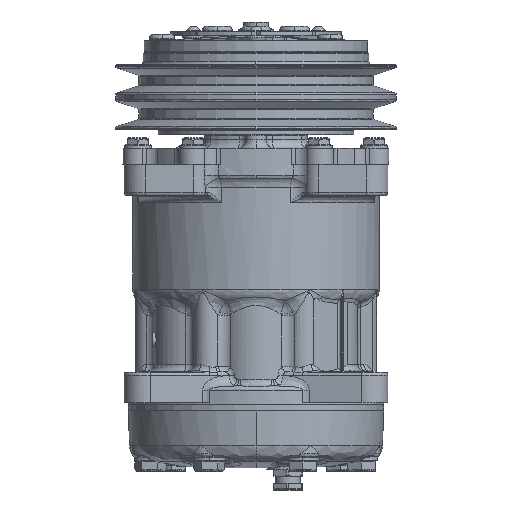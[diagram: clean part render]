
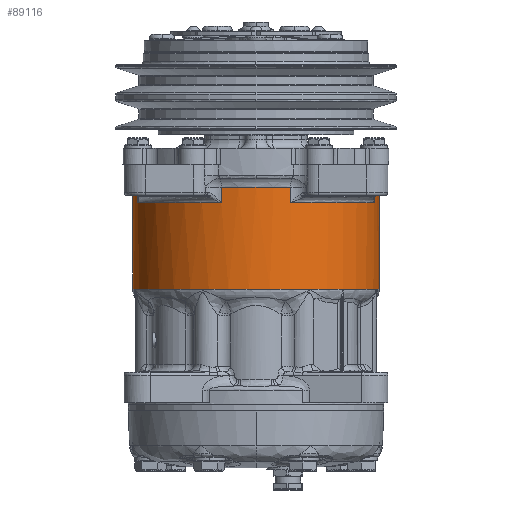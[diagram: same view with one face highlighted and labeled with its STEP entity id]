
A CAD part, front view. The second image highlights one B-rep face of the part: STEP entity #89116.
In plain terms, the highlighted cylindrical face has radius 58 mm (diameter 116 mm), a partial arc.
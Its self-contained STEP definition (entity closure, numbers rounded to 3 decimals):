
#12503 = CARTESIAN_POINT ( 'NONE',  ( 33.622, -32.879, 75.408 ) ) ;
#12696 = DIRECTION ( 'NONE',  ( 1., 0., 0. ) ) ;
#12734 = CARTESIAN_POINT ( 'NONE',  ( 17.277, 22.771, 94.408 ) ) ;
#12827 = DIRECTION ( 'NONE',  ( 0., 0., 1. ) ) ;
#12828 = FACE_OUTER_BOUND ( 'NONE', #89024, .T. ) ;
#12833 = CYLINDRICAL_SURFACE ( 'NONE', #12834, 58. ) ;
#12834 = AXIS2_PLACEMENT_3D ( 'NONE', #12734, #12827, #12696 ) ;
#12922 = DIRECTION ( 'NONE',  ( 1., 0., 0. ) ) ;
#12923 = DIRECTION ( 'NONE',  ( 0., 0., -1. ) ) ;
#12927 = CARTESIAN_POINT ( 'NONE',  ( 17.277, 22.771, 82.83 ) ) ;
#12928 = CIRCLE ( 'NONE', #12932, 58. ) ;
#12932 = AXIS2_PLACEMENT_3D ( 'NONE', #12927, #12923, #12922 ) ;
#13013 = CARTESIAN_POINT ( 'NONE',  ( 0.933, -32.879, 75.408 ) ) ;
#13014 = LINE ( 'NONE', #13019, #13074 ) ;
#13018 = DIRECTION ( 'NONE',  ( 0., 0., -1. ) ) ;
#13019 = CARTESIAN_POINT ( 'NONE',  ( 72.927, 6.426, 94.408 ) ) ;
#13024 = CARTESIAN_POINT ( 'NONE',  ( 72.927, 6.426, 82.83 ) ) ;
#13050 = AXIS2_PLACEMENT_3D ( 'NONE', #13053, #13106, #13105 ) ;
#13053 = CARTESIAN_POINT ( 'NONE',  ( 17.277, 22.771, 75.408 ) ) ;
#13057 = CIRCLE ( 'NONE', #13050, 58. ) ;
#13064 = CARTESIAN_POINT ( 'NONE',  ( 72.927, 6.426, 75.408 ) ) ;
#13074 = VECTOR ( 'NONE', #13018, 1000. ) ;
#13105 = DIRECTION ( 'NONE',  ( 1., 0., 0. ) ) ;
#13106 = DIRECTION ( 'NONE',  ( 0., 0., -1. ) ) ;
#13166 = CARTESIAN_POINT ( 'NONE',  ( 33.622, -32.879, 82.83 ) ) ;
#13195 = CARTESIAN_POINT ( 'NONE',  ( 0.933, -32.879, 82.83 ) ) ;
#13284 = DIRECTION ( 'NONE',  ( 0., 0., -1. ) ) ;
#13295 = CIRCLE ( 'NONE', #13300, 58. ) ;
#13298 = CARTESIAN_POINT ( 'NONE',  ( 17.277, 22.771, 82.83 ) ) ;
#13300 = AXIS2_PLACEMENT_3D ( 'NONE', #13298, #13284, #13345 ) ;
#13345 = DIRECTION ( 'NONE',  ( 1., 0., 0. ) ) ;
#13377 = DIRECTION ( 'NONE',  ( 0., 0., -1. ) ) ;
#13378 = VECTOR ( 'NONE', #13377, 1000. ) ;
#13379 = CARTESIAN_POINT ( 'NONE',  ( 0.933, -32.879, 94.408 ) ) ;
#13381 = LINE ( 'NONE', #13379, #13378 ) ;
#13480 = DIRECTION ( 'NONE',  ( 1., 0., 0. ) ) ;
#13481 = DIRECTION ( 'NONE',  ( 0., 0., -1. ) ) ;
#13482 = CARTESIAN_POINT ( 'NONE',  ( 17.277, 22.771, 82.83 ) ) ;
#13487 = CIRCLE ( 'NONE', #13509, 58. ) ;
#13509 = AXIS2_PLACEMENT_3D ( 'NONE', #13482, #13481, #13480 ) ;
#13783 = CIRCLE ( 'NONE', #13866, 58. ) ;
#13787 = DIRECTION ( 'NONE',  ( 0., 0., 1. ) ) ;
#13788 = VECTOR ( 'NONE', #13787, 1000. ) ;
#13789 = CARTESIAN_POINT ( 'NONE',  ( 33.622, -32.879, 94.408 ) ) ;
#13790 = LINE ( 'NONE', #13789, #13788 ) ;
#13857 = DIRECTION ( 'NONE',  ( 1., 0., 0. ) ) ;
#13858 = DIRECTION ( 'NONE',  ( 0., 0., -1. ) ) ;
#13859 = CARTESIAN_POINT ( 'NONE',  ( 17.277, 22.771, 75.408 ) ) ;
#13866 = AXIS2_PLACEMENT_3D ( 'NONE', #13859, #13858, #13857 ) ;
#50110 = CARTESIAN_POINT ( 'NONE',  ( -40.723, 22.771, 82.83 ) ) ;
#50887 = CARTESIAN_POINT ( 'NONE',  ( -38.372, 6.426, 82.83 ) ) ;
#52307 = CARTESIAN_POINT ( 'NONE',  ( -38.372, 6.426, 75.408 ) ) ;
#59002 = DIRECTION ( 'NONE',  ( 1., 0., 0. ) ) ;
#59003 = DIRECTION ( 'NONE',  ( 0., 0., 1. ) ) ;
#59010 = CARTESIAN_POINT ( 'NONE',  ( 17.277, 22.771, 34.908 ) ) ;
#59018 = AXIS2_PLACEMENT_3D ( 'NONE', #59010, #59003, #59002 ) ;
#59038 = CIRCLE ( 'NONE', #59018, 58. ) ;
#62742 = VECTOR ( 'NONE', #62790, 1000. ) ;
#62790 = DIRECTION ( 'NONE',  ( 0., 0., 1. ) ) ;
#62794 = CARTESIAN_POINT ( 'NONE',  ( -38.372, 6.426, 94.408 ) ) ;
#62796 = LINE ( 'NONE', #62794, #62742 ) ;
#89024 = EDGE_LOOP ( 'NONE', ( #89037, #89172, #89217, #89247, #89234, #89312, #89118, #89410, #89458, #89457, #89395, #89770, #89630 ) ) ;
#89037 = ORIENTED_EDGE ( 'NONE', *, *, #116570, .F. ) ;
#89039 = VERTEX_POINT ( 'NONE', #12503 ) ;
#89116 = ADVANCED_FACE ( 'NONE', ( #12828 ), #12833, .T. ) ;
#89118 = ORIENTED_EDGE ( 'NONE', *, *, #89333, .T. ) ;
#89172 = ORIENTED_EDGE ( 'NONE', *, *, #103175, .T. ) ;
#89217 = ORIENTED_EDGE ( 'NONE', *, *, #122683, .T. ) ;
#89234 = ORIENTED_EDGE ( 'NONE', *, *, #89236, .T. ) ;
#89236 = EDGE_CURVE ( 'NONE', #117898, #89294, #12928, .T. ) ;
#89247 = ORIENTED_EDGE ( 'NONE', *, *, #117932, .T. ) ;
#89294 = VERTEX_POINT ( 'NONE', #13024 ) ;
#89295 = EDGE_CURVE ( 'NONE', #89294, #89320, #13014, .T. ) ;
#89312 = ORIENTED_EDGE ( 'NONE', *, *, #89295, .T. ) ;
#89319 = VERTEX_POINT ( 'NONE', #13013 ) ;
#89320 = VERTEX_POINT ( 'NONE', #13064 ) ;
#89333 = EDGE_CURVE ( 'NONE', #89320, #89039, #13057, .T. ) ;
#89395 = ORIENTED_EDGE ( 'NONE', *, *, #89571, .T. ) ;
#89410 = ORIENTED_EDGE ( 'NONE', *, *, #89525, .T. ) ;
#89411 = VERTEX_POINT ( 'NONE', #13166 ) ;
#89455 = VERTEX_POINT ( 'NONE', #13195 ) ;
#89457 = ORIENTED_EDGE ( 'NONE', *, *, #89489, .T. ) ;
#89458 = ORIENTED_EDGE ( 'NONE', *, *, #89468, .T. ) ;
#89468 = EDGE_CURVE ( 'NONE', #89411, #89455, #13295, .T. ) ;
#89489 = EDGE_CURVE ( 'NONE', #89455, #89319, #13381, .T. ) ;
#89525 = EDGE_CURVE ( 'NONE', #89039, #89411, #13790, .T. ) ;
#89571 = EDGE_CURVE ( 'NONE', #89319, #100523, #13783, .T. ) ;
#89624 = EDGE_CURVE ( 'NONE', #99773, #99345, #13487, .T. ) ;
#89630 = ORIENTED_EDGE ( 'NONE', *, *, #89624, .T. ) ;
#89770 = ORIENTED_EDGE ( 'NONE', *, *, #104827, .T. ) ;
#95233 = CARTESIAN_POINT ( 'NONE',  ( -40.723, 22.771, 34.908 ) ) ;
#95484 = DIRECTION ( 'NONE',  ( 0., 0., 1. ) ) ;
#95485 = VECTOR ( 'NONE', #95484, 1000. ) ;
#95486 = CARTESIAN_POINT ( 'NONE',  ( -40.723, 22.771, 94.408 ) ) ;
#95488 = LINE ( 'NONE', #95486, #95485 ) ;
#95979 = CARTESIAN_POINT ( 'NONE',  ( 75.277, 22.771, 34.908 ) ) ;
#96094 = CARTESIAN_POINT ( 'NONE',  ( 58.29, -18.242, 34.908 ) ) ;
#96199 = CARTESIAN_POINT ( 'NONE',  ( 75.277, 22.771, 82.83 ) ) ;
#96664 = DIRECTION ( 'NONE',  ( 0., 0., 1. ) ) ;
#96666 = VECTOR ( 'NONE', #96664, 1000. ) ;
#96667 = CARTESIAN_POINT ( 'NONE',  ( 75.277, 22.771, 94.408 ) ) ;
#96687 = LINE ( 'NONE', #96667, #96666 ) ;
#98404 = CIRCLE ( 'NONE', #98673, 58. ) ;
#98592 = DIRECTION ( 'NONE',  ( 0., 0., 1. ) ) ;
#98673 = AXIS2_PLACEMENT_3D ( 'NONE', #98680, #98592, #98821 ) ;
#98680 = CARTESIAN_POINT ( 'NONE',  ( 17.277, 22.771, 34.908 ) ) ;
#98821 = DIRECTION ( 'NONE',  ( 1., 0., 0. ) ) ;
#99345 = VERTEX_POINT ( 'NONE', #50110 ) ;
#99773 = VERTEX_POINT ( 'NONE', #50887 ) ;
#100523 = VERTEX_POINT ( 'NONE', #52307 ) ;
#103175 = EDGE_CURVE ( 'NONE', #116603, #117772, #59038, .T. ) ;
#104827 = EDGE_CURVE ( 'NONE', #100523, #99773, #62796, .T. ) ;
#116570 = EDGE_CURVE ( 'NONE', #116603, #99345, #95488, .T. ) ;
#116603 = VERTEX_POINT ( 'NONE', #95233 ) ;
#117316 = VERTEX_POINT ( 'NONE', #95979 ) ;
#117772 = VERTEX_POINT ( 'NONE', #96094 ) ;
#117898 = VERTEX_POINT ( 'NONE', #96199 ) ;
#117932 = EDGE_CURVE ( 'NONE', #117316, #117898, #96687, .T. ) ;
#122683 = EDGE_CURVE ( 'NONE', #117772, #117316, #98404, .T. ) ;
